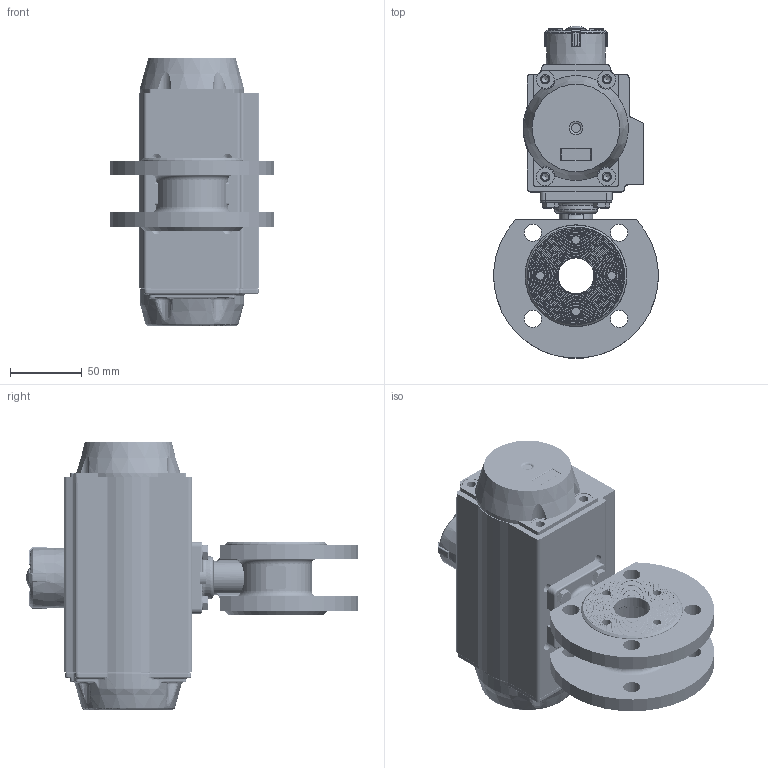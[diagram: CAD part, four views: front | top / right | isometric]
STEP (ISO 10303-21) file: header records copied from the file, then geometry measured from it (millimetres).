
FILE_DESCRIPTION(/* description */ ('Unknown'),/* implementation_level */ '2;1');
FILE_NAME(/* name */ 'PE02 0939-06',/* time_stamp */ '2025-03-19T13:46:36+01:00',/* author */ ('Unknown'),/* organization */ ('Unknown'),/* preprocessor_version */ 'ST-DEVELOPER v19.4',/* originating_system */ 'Solid Edge',/* authorisation */ 'Unknown');
FILE_SCHEMA (('AUTOMOTIVE_DESIGN {1 0 10303 214 3 1 1}'));
Products named in the file (20): PE02 0939-06; 939-06_(8M.460.025); Body; Cap; Nut Stopper; Bellevlle Washer; Stem; Plate Washer; Small hex thin nuts-Fine pitch thread GB_GB_FASTENER_NUT_SSFNTT M14X1.
0-N; PD03_PE02; vt65-2016-06-25; Optische Anzeige; ______; ________(___________; cup head nib bolts with large head gb_GB_FASTENER_BOLT_CHNBW M6X25-N; ____65______ ______; VT65_____________MIR; zhou65; VTE65____; DIN 933 M6x20 A2-70 BLK_EDST
Assembly tree (26 placements, depth 4):
  PE02 0939-06
    939-06_(8M.460.025)
      Body
      Cap
      Nut Stopper
      Bellevlle Washer
      Stem
      Plate Washer
      Small hex thin nuts-Fine pitch thread GB_GB_FASTENER_NUT_SSFNTT M14X1.
0-N
    PD03_PE02
      vt65-2016-06-25
      Optische Anzeige
        ______
        ________(___________  x4
        cup head nib bolts with large head gb_GB_FASTENER_BOLT_CHNBW M6X25-N
      ____65______ ______  x2
      VT65_____________MIR
      zhou65
      VTE65____
    DIN 933 M6x20 A2-70 BLK_EDST  x4
Bounding box: 114.8 x 231.59 x 186.5 mm (x, y, z)
Volume: 911986.2 mm3; surface area: 287298.7 mm2
Topology: 24 solids, 24 shells, 2663 faces, 6689 edges, 4176 vertices
Faces by surface type: plane 917, cylinder 758, bspline 526, torus 285, cone 144, sphere 33
Full cylindrical faces by diameter (mm): 3 x16, 3.3 x8, 4.134 x8, 4.66 x1, 4.917 x15, 5 x2, 6 x9, 6.2 x1, 6.5 x4, 6.647 x4, 10 x12, 11 x2, 11.4 x1, 11.445 x2, 12 x9, 12.5 x2, 12.9 x1, 12.917 x1, 13 x2, 14 x8, 14.1 x1, 14.3 x1, 14.4 x1, 15 x1, 16.2 x18, 17 x3, 17.5 x2, 20 x2, 21.5 x1, 22 x1
Entity records: 104589 total; most frequent: CARTESIAN_POINT 59094, ORIENTED_EDGE 9714, DIRECTION 8194, EDGE_CURVE 4857, VERTEX_POINT 3253, AXIS2_PLACEMENT_3D 3119, FACE_BOUND 2576, EDGE_LOOP 2556
